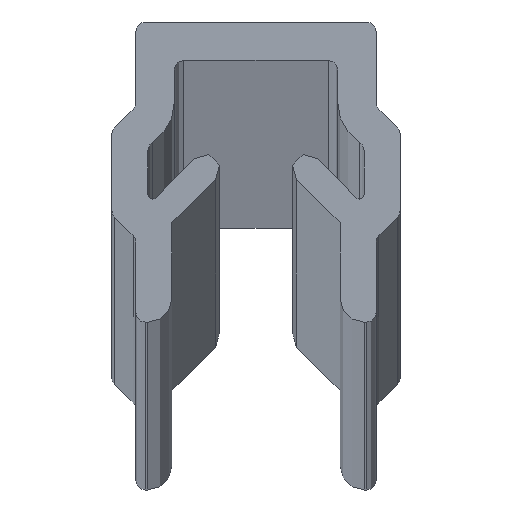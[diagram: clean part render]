
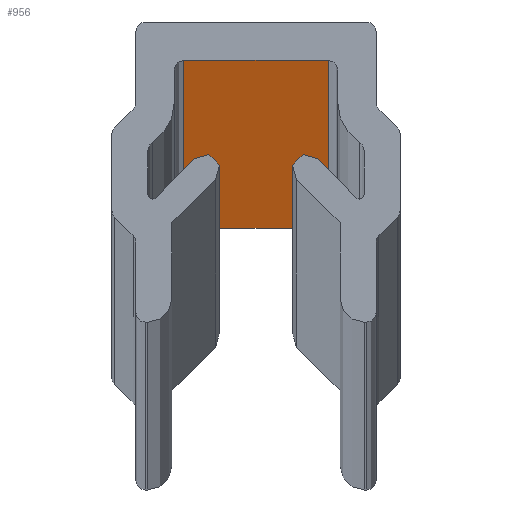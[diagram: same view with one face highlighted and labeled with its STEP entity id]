
A CAD part, top view. The second image highlights one B-rep face of the part: STEP entity #956.
In plain terms, the highlighted planar face has unit normal (0, -1, 0).
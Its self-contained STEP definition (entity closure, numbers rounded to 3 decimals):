
#164=ORIENTED_EDGE('',*,*,#435,.F.);
#165=ORIENTED_EDGE('',*,*,#434,.F.);
#166=ORIENTED_EDGE('',*,*,#436,.T.);
#167=ORIENTED_EDGE('',*,*,#437,.T.);
#434=EDGE_CURVE('',#561,#560,#656,.T.);
#435=EDGE_CURVE('',#560,#562,#657,.T.);
#436=EDGE_CURVE('',#561,#563,#658,.T.);
#437=EDGE_CURVE('',#563,#562,#659,.T.);
#560=VERTEX_POINT('',#1501);
#561=VERTEX_POINT('',#1503);
#562=VERTEX_POINT('',#1507);
#563=VERTEX_POINT('',#1509);
#656=LINE('',#1504,#752);
#657=LINE('',#1506,#753);
#658=LINE('',#1508,#754);
#659=LINE('',#1510,#755);
#752=VECTOR('',#1209,1000.);
#753=VECTOR('',#1212,1000.);
#754=VECTOR('',#1213,1000.);
#755=VECTOR('',#1214,1000.);
#830=EDGE_LOOP('',(#164,#165,#166,#167));
#880=FACE_BOUND('',#830,.T.);
#921=PLANE('',#1037);
#956=ADVANCED_FACE('',(#880),#921,.T.);
#1037=AXIS2_PLACEMENT_3D('',#1505,#1210,#1211);
#1209=DIRECTION('',(0.,0.,1.));
#1210=DIRECTION('',(0.,-1.,0.));
#1211=DIRECTION('',(0.,0.,-1.));
#1212=DIRECTION('',(1.,0.,0.));
#1213=DIRECTION('',(1.,0.,0.));
#1214=DIRECTION('',(0.,0.,1.));
#1501=CARTESIAN_POINT('',(-1.5,5.45,0.));
#1503=CARTESIAN_POINT('',(-1.5,5.45,-2000.));
#1504=CARTESIAN_POINT('',(-1.5,5.45,-2000.));
#1505=CARTESIAN_POINT('',(-1.5,5.45,-2000.));
#1506=CARTESIAN_POINT('',(-1.5,5.45,0.));
#1507=CARTESIAN_POINT('',(1.5,5.45,0.));
#1508=CARTESIAN_POINT('',(-1.5,5.45,-2000.));
#1509=CARTESIAN_POINT('',(1.5,5.45,-2000.));
#1510=CARTESIAN_POINT('',(1.5,5.45,-2000.));
